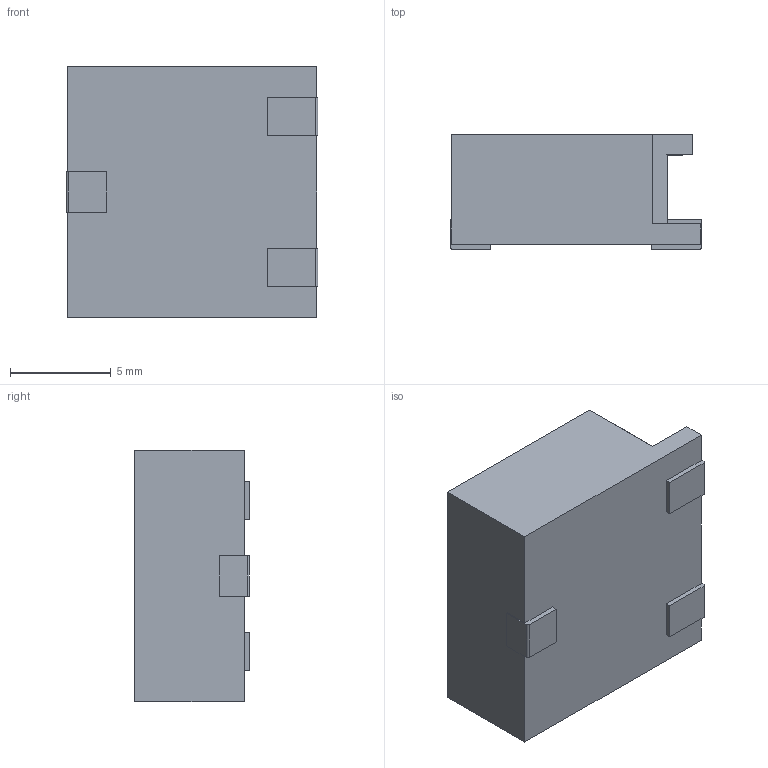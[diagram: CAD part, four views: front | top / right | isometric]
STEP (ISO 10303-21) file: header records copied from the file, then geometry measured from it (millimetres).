
FILE_DESCRIPTION((''),'2;1');
FILE_NAME('SRP1206','2012-07-13T',('ryans'),('Bourns, Inc.'),'PRO/ENGINEER BY PARAMETRIC TECHNOLOGY CORPORATION, 2010100','PRO/ENGINEER BY PARAMETRIC TECHNOLOGY CORPORATION, 2010100','');
FILE_SCHEMA(('CONFIG_CONTROL_DESIGN'));
Length unit declared in the file: millimetre
Products named in the file (1): SRP1206
Bounding box: 12.5 x 5.7 x 12.5 mm (x, y, z)
Volume: 378.6 mm3; surface area: 897.9 mm2
Topology: 1 solids, 1 shells, 45 faces, 129 edges, 86 vertices
Faces by surface type: plane 40, cylinder 5
Entity records: 1491 total; most frequent: CARTESIAN_POINT 260, ORIENTED_EDGE 258, DIRECTION 229, EDGE_CURVE 129, VECTOR 119, LINE 119, VERTEX_POINT 86, AXIS2_PLACEMENT_3D 55
